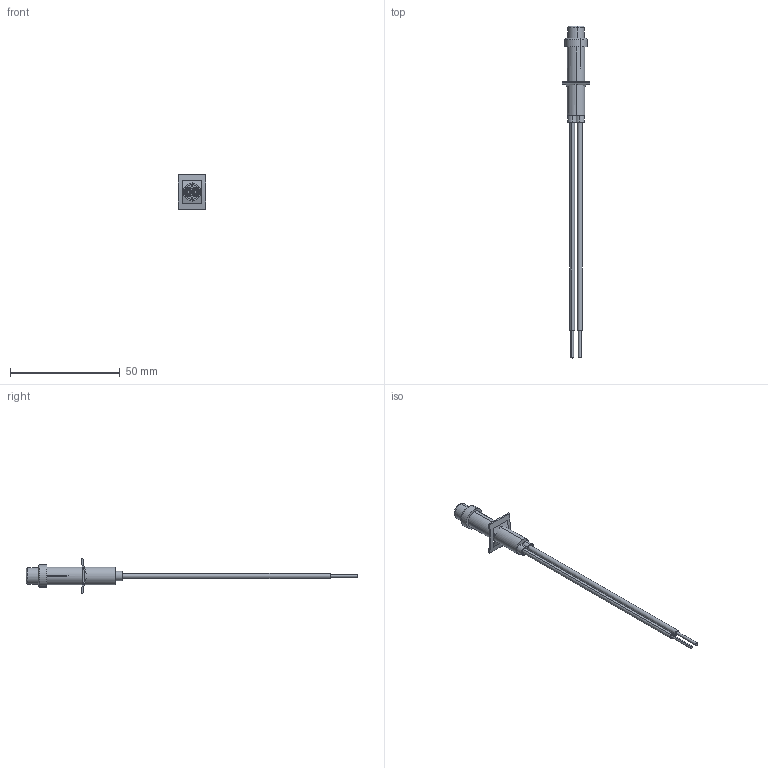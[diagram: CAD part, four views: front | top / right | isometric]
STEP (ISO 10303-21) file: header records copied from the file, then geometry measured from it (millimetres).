
FILE_DESCRIPTION (( 'STEP AP214' ), '1' );
FILE_NAME ('36_HiHat.STEP', '2019-06-10T21:00:18', ( 'user' ), ( 'Microsoft' ), 'SwSTEP 2.0', 'SolidWorks 2018', '' );
FILE_SCHEMA (( 'AUTOMOTIVE_DESIGN' ));
Length unit declared in the file: foot
Products named in the file (6): 87000916xx_8700091652; 20AWG BLACK_wire 2; 36_HiHat; 890015010x_Lens; 91001002xx; 920013xxxx_Ferrule_crimped
Assembly tree (6 placements, depth 2):
  36_HiHat
    91001002xx
    20AWG BLACK_wire 2  x2
    920013xxxx_Ferrule_crimped
    890015010x_Lens
    87000916xx_8700091652
Bounding box: 12.7 x 151.33 x 15.87 mm (x, y, z)
Volume: 1995.3 mm3; surface area: 5147.3 mm2
Topology: 6 solids, 6 shells, 130 faces, 289 edges, 178 vertices
Faces by surface type: plane 58, cylinder 44, cone 22, torus 6
Entity records: 3726 total; most frequent: DIRECTION 652, CARTESIAN_POINT 582, ORIENTED_EDGE 538, EDGE_CURVE 269, AXIS2_PLACEMENT_3D 260, VERTEX_POINT 166, EDGE_LOOP 135, LINE 132
